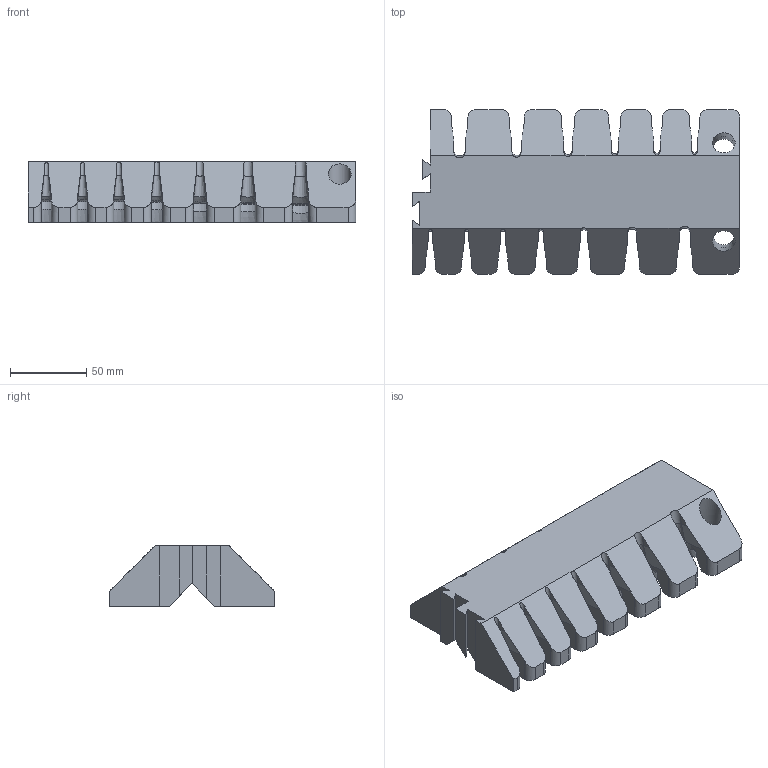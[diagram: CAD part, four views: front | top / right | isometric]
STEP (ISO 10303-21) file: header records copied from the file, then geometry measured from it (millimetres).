
FILE_DESCRIPTION(('Open CASCADE Model'),'2;1');
FILE_NAME('Open CASCADE Shape Model','2024-01-20T22:57:00',('Author'),( 'Open CASCADE'),'Open CASCADE STEP processor 7.7','Open CASCADE 7.7' ,'Unknown');
FILE_SCHEMA(('AUTOMOTIVE_DESIGN { 1 0 10303 214 1 1 1 1 }'));
Length unit declared in the file: millimetre
Products named in the file (1): Open CASCADE STEP translator 7.7 2
Bounding box: 214.9 x 108 x 40 mm (x, y, z)
Volume: 544024.5 mm3; surface area: 80772.2 mm2
Topology: 1 solids, 1 shells, 242 faces, 705 edges, 465 vertices
Faces by surface type: plane 119, cone 67, cylinder 56
Full cylindrical faces by diameter (mm): 15 x2
Entity records: 19321 total; most frequent: CARTESIAN_POINT 5751, DIRECTION 2491, ORIENTED_EDGE 1410, PCURVE 1410, DEFINITIONAL_REPRESENTATION 1410, LINE 1172, VECTOR 1172, EDGE_CURVE 705
